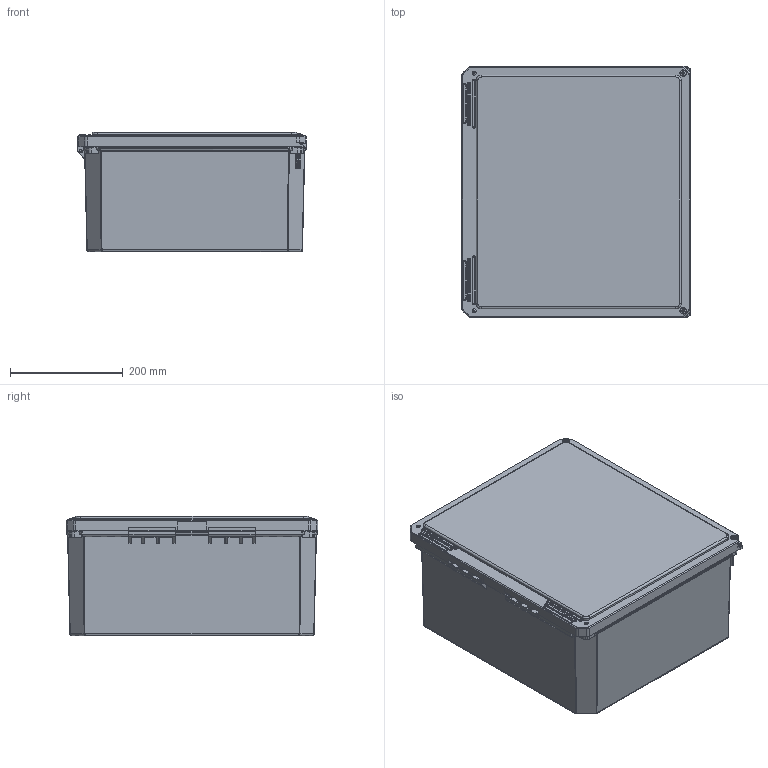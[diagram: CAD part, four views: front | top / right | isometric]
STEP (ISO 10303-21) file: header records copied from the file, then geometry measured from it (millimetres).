
FILE_DESCRIPTION(/* description */ (''),/* implementation_level */ '2;1');
FILE_NAME(/* name */ 'HW-161408CHSC.stp',/* time_stamp */ '2014-03-12T14:49:43-05:00',/* author */ ('pmescher'),/* organization */ (''),/* preprocessor_version */ 'ST-DEVELOPER v15.2',/* originating_system */ 'Autodesk Inventor 2014',/* authorisation */ '');
FILE_SCHEMA (('AUTOMOTIVE_DESIGN { 1 0 10303 214 3 1 1 }'));
Products named in the file (14): DS161408BOX; BRASS INSERT-(; BRASS INSERT-(_1; BRASS INSERT-(_2; RMHINGAT40006-04; DS161408CVR; GA1614; WP1614HWU; BRASS INSERT-(_3; DS COVER  BUSH; 2016 Vanity Plug; O_RING_COVER; COVER SCREW; DS161408HW_STP
Bounding box: 405.44 x 446.66 x 211.87 mm (x, y, z)
Volume: 3029578.1 mm3; surface area: 1440180 mm2
Topology: 29 solids, 29 shells, 2399 faces, 5943 edges, 3492 vertices
Faces by surface type: cylinder 922, plane 787, bspline 389, torus 161, cone 80, sphere 60
Full cylindrical faces by diameter (mm): 3.429 x2, 3.48 x4, 3.81 x2, 3.861 x8, 3.962 x16, 5.055 x2, 5.3 x2, 5.563 x2, 5.766 x2, 6.248 x16, 6.401 x4, 6.426 x4, 7.938 x2, 11.049 x2, 11.43 x2
Entity records: 81184 total; most frequent: CARTESIAN_POINT 31657, DIRECTION 10546, ORIENTED_EDGE 10166, EDGE_CURVE 5083, AXIS2_PLACEMENT_3D 4034, VERTEX_POINT 3072, LINE 2478, VECTOR 2478
